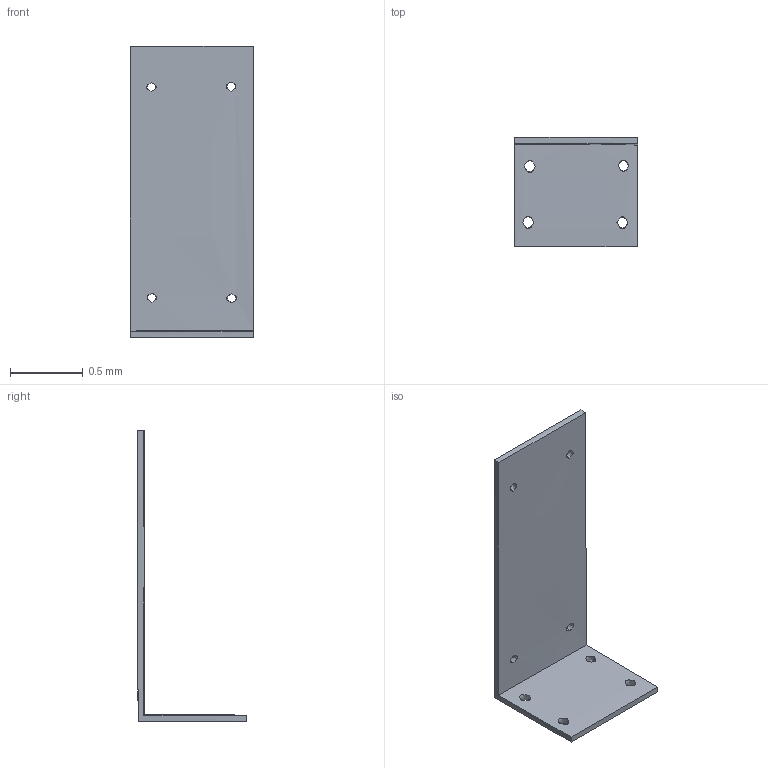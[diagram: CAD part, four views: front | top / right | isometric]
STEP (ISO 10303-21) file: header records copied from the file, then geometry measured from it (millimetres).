
FILE_DESCRIPTION(('Open CASCADE Model'),'2;1');
FILE_NAME('Open CASCADE Shape Model','2024-12-04T08:32:48',('Author'),( 'Open CASCADE'),'Open CASCADE STEP processor 7.5','Open CASCADE 7.5' ,'Unknown');
FILE_SCHEMA(('CONFIG_CONTROL_DESIGN'));
Length unit declared in the file: millimetre
Products named in the file (1): Open CASCADE STEP translator 7.5 2935
Bounding box: 0.85 x 0.75 x 2 mm (x, y, z)
Volume: 0.1 mm3; surface area: 4.9 mm2
Topology: 1 solids, 1 shells, 24 faces, 66 edges, 44 vertices
Faces by surface type: bspline 24
Entity records: 2214 total; most frequent: CARTESIAN_POINT 1269, B_SPLINE_CURVE_WITH_KNOTS 198, ORIENTED_EDGE 132, PCURVE 132, DEFINITIONAL_REPRESENTATION 132, EDGE_CURVE 66, SURFACE_CURVE 66, VERTEX_POINT 44
